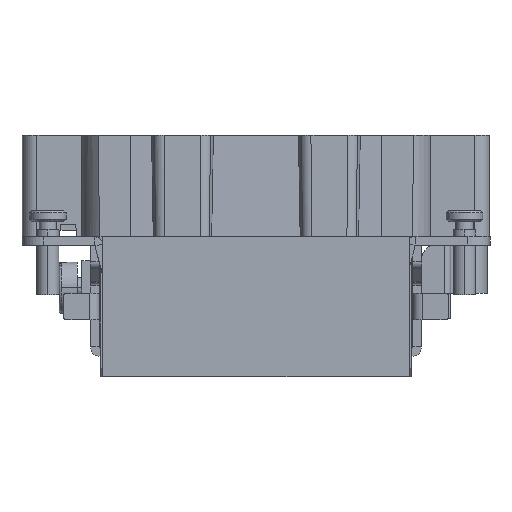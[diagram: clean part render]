
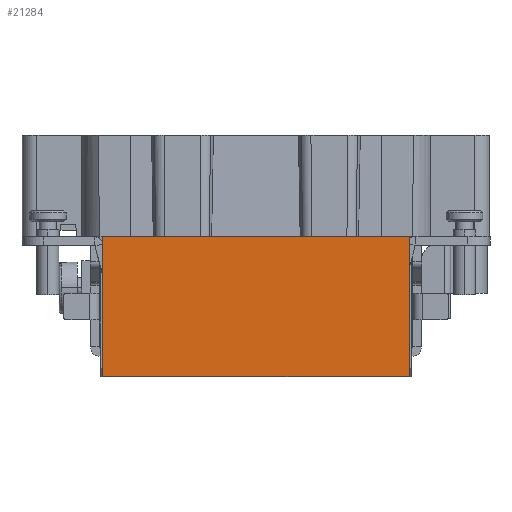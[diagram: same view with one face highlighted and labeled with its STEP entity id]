
A CAD part, left-side view. The second image highlights one B-rep face of the part: STEP entity #21284.
In plain terms, the highlighted planar face has unit normal (-1, 0, 0).
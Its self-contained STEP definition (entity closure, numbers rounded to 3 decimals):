
#1022=DIRECTION('',(0.,-1.,0.));
#1023=VECTOR('',#1022,42.);
#1024=CARTESIAN_POINT('',(-16.95,20.999,-19.2));
#1025=LINE('',#1024,#1023);
#2413=DIRECTION('',(0.,1.,0.));
#2414=VECTOR('',#2413,42.);
#2415=CARTESIAN_POINT('',(-16.95,-21.001,0.));
#2416=LINE('',#2415,#2414);
#2445=DIRECTION('',(0.,0.,-1.));
#2446=VECTOR('',#2445,19.2);
#2447=CARTESIAN_POINT('',(-16.95,20.999,0.));
#2448=LINE('',#2447,#2446);
#2457=DIRECTION('',(0.,0.,1.));
#2458=VECTOR('',#2457,19.2);
#2459=CARTESIAN_POINT('',(-16.95,-21.001,-19.2));
#2460=LINE('',#2459,#2458);
#15006=CARTESIAN_POINT('',(-16.95,-21.001,0.));
#15007=VERTEX_POINT('',#15006);
#15008=CARTESIAN_POINT('',(-16.95,20.999,0.));
#15009=VERTEX_POINT('',#15008);
#15337=CARTESIAN_POINT('',(-16.95,-21.001,-19.2));
#15338=VERTEX_POINT('',#15337);
#15393=CARTESIAN_POINT('',(-16.95,20.999,-19.2));
#15394=VERTEX_POINT('',#15393);
#21272=CARTESIAN_POINT('',(-16.95,20.56,0.));
#21273=DIRECTION('',(1.,0.,0.));
#21274=DIRECTION('',(0.,-1.,0.));
#21275=AXIS2_PLACEMENT_3D('',#21272,#21273,#21274);
#21276=PLANE('',#21275);
#21277=ORIENTED_EDGE('',*,*,#21246,.F.);
#21278=ORIENTED_EDGE('',*,*,#21198,.F.);
#21280=ORIENTED_EDGE('',*,*,#21279,.F.);
#21281=ORIENTED_EDGE('',*,*,#20136,.F.);
#21282=EDGE_LOOP('',(#21277,#21278,#21280,#21281));
#21283=FACE_OUTER_BOUND('',#21282,.F.);
#21284=ADVANCED_FACE('',(#21283),#21276,.F.);
#20136=EDGE_CURVE('',#15394,#15338,#1025,.T.);
#21198=EDGE_CURVE('',#15007,#15009,#2416,.T.);
#21246=EDGE_CURVE('',#15009,#15394,#2448,.T.);
#21279=EDGE_CURVE('',#15338,#15007,#2460,.T.);
